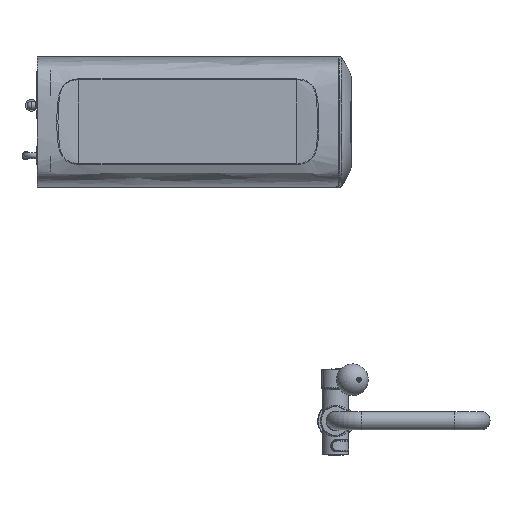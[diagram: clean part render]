
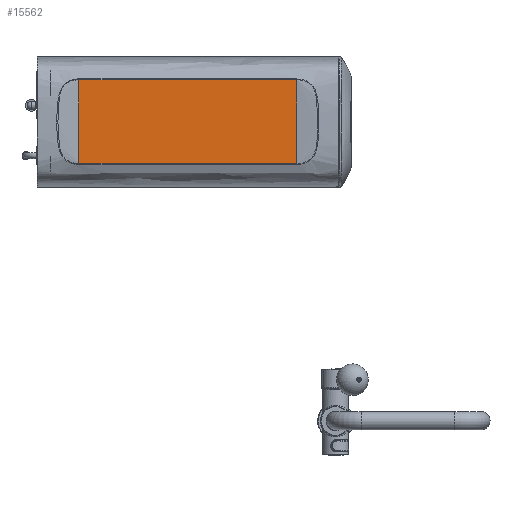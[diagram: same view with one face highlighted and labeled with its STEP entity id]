
A CAD part, top view. The second image highlights one B-rep face of the part: STEP entity #15562.
In plain terms, the highlighted planar face has unit normal (0, 0, 1).
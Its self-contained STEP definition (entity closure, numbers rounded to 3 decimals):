
#1537=LINE('',#47216,#2700);
#1539=LINE('',#47225,#2702);
#1541=LINE('',#47537,#2704);
#1542=LINE('',#47539,#2705);
#2700=VECTOR('',#19904,1000.);
#2702=VECTOR('',#19908,1000.);
#2704=VECTOR('',#19912,1000.);
#2705=VECTOR('',#19915,1000.);
#7501=ORIENTED_EDGE('',*,*,#10490,.T.);
#7502=ORIENTED_EDGE('',*,*,#10487,.T.);
#7503=ORIENTED_EDGE('',*,*,#10496,.T.);
#7504=ORIENTED_EDGE('',*,*,#10497,.T.);
#10487=EDGE_CURVE('',#13019,#13018,#1537,.T.);
#10490=EDGE_CURVE('',#13022,#13019,#1539,.T.);
#10496=EDGE_CURVE('',#13018,#13025,#1541,.T.);
#10497=EDGE_CURVE('',#13025,#13022,#1542,.T.);
#13018=VERTEX_POINT('',#47214);
#13019=VERTEX_POINT('',#47215);
#13022=VERTEX_POINT('',#47226);
#13025=VERTEX_POINT('',#47536);
#14183=EDGE_LOOP('',(#7501,#7502,#7503,#7504));
#14806=FACE_BOUND('',#14183,.T.);
#15132=PLANE('',#16985);
#15562=ADVANCED_FACE('',(#14806),#15132,.T.);
#16985=AXIS2_PLACEMENT_3D('',#47538,#19913,#19914);
#19904=DIRECTION('',(0.,1.,0.));
#19908=DIRECTION('',(1.,0.,0.));
#19912=DIRECTION('',(-1.,0.,0.));
#19913=DIRECTION('',(0.,0.,1.));
#19914=DIRECTION('',(0.,-1.,0.));
#19915=DIRECTION('',(0.,-1.,0.));
#47214=CARTESIAN_POINT('',(-82.713,545.817,460.975));
#47215=CARTESIAN_POINT('',(-82.713,417.083,460.975));
#47216=CARTESIAN_POINT('',(-82.713,417.083,460.975));
#47225=CARTESIAN_POINT('',(-417.189,417.083,460.975));
#47226=CARTESIAN_POINT('',(-417.189,417.083,460.975));
#47536=CARTESIAN_POINT('',(-417.189,545.817,460.975));
#47537=CARTESIAN_POINT('',(-82.713,545.817,460.975));
#47538=CARTESIAN_POINT('',(-450.649,558.703,460.975));
#47539=CARTESIAN_POINT('',(-417.189,545.817,460.975));
